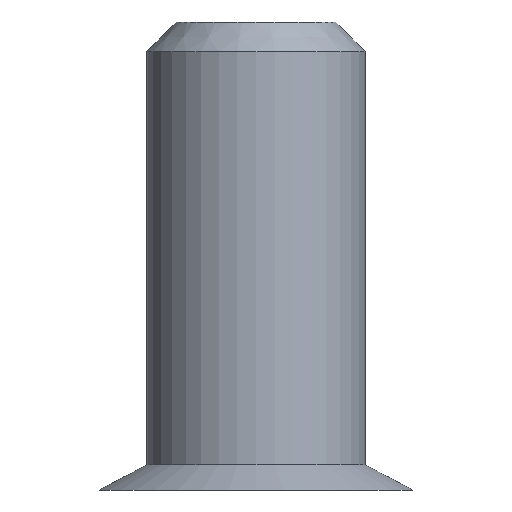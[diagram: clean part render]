
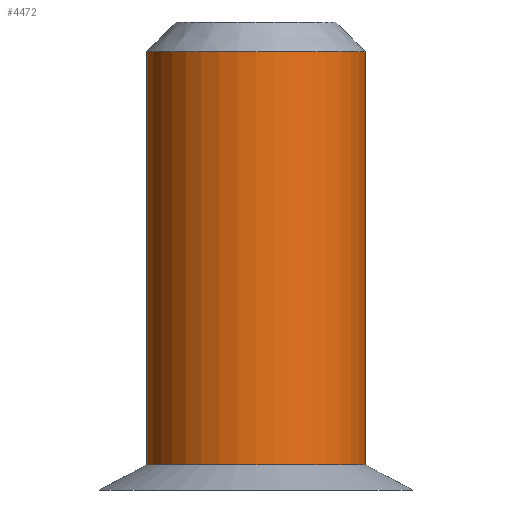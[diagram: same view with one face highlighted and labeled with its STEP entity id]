
A CAD part, front view. The second image highlights one B-rep face of the part: STEP entity #4472.
In plain terms, the highlighted cylindrical face has radius 3.5 mm (diameter 7 mm), a full revolution.
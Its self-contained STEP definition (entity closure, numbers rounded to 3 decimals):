
#154 = DIRECTION ( 'NONE',  ( 1., 0., 0. ) ) ;
#224 = CIRCLE ( 'NONE', #6867, 3.5 ) ;
#265 = ORIENTED_EDGE ( 'NONE', *, *, #7588, .F. ) ;
#734 = DIRECTION ( 'NONE',  ( 1., 0., 0. ) ) ;
#2026 = CARTESIAN_POINT ( 'NONE',  ( 3.5, 0., 0.8 ) ) ;
#2802 = ORIENTED_EDGE ( 'NONE', *, *, #7533, .T. ) ;
#2950 = CYLINDRICAL_SURFACE ( 'NONE', #8188, 3.5 ) ;
#3504 = AXIS2_PLACEMENT_3D ( 'NONE', #5906, #8011, #734 ) ;
#4472 = ADVANCED_FACE ( 'NONE', ( #8363, #6465 ), #2950, .T. ) ;
#4840 = DIRECTION ( 'NONE',  ( 1., 0., 0. ) ) ;
#4867 = EDGE_LOOP ( 'NONE', ( #2802 ) ) ;
#5906 = CARTESIAN_POINT ( 'NONE',  ( 0., 0., 14. ) ) ;
#5936 = EDGE_LOOP ( 'NONE', ( #265 ) ) ;
#6465 = FACE_OUTER_BOUND ( 'NONE', #4867, .T. ) ;
#6585 = VERTEX_POINT ( 'NONE', #2026 ) ;
#6772 = CARTESIAN_POINT ( 'NONE',  ( 0., 0., 15. ) ) ;
#6867 = AXIS2_PLACEMENT_3D ( 'NONE', #7068, #8404, #4840 ) ;
#7068 = CARTESIAN_POINT ( 'NONE',  ( 0., 0., 0.8 ) ) ;
#7161 = VERTEX_POINT ( 'NONE', #7760 ) ;
#7429 = DIRECTION ( 'NONE',  ( 0., 0., 1. ) ) ;
#7533 = EDGE_CURVE ( 'NONE', #6585, #6585, #224, .T. ) ;
#7588 = EDGE_CURVE ( 'NONE', #7161, #7161, #8866, .T. ) ;
#7760 = CARTESIAN_POINT ( 'NONE',  ( 3.5, 0., 14. ) ) ;
#8011 = DIRECTION ( 'NONE',  ( 0., 0., 1. ) ) ;
#8188 = AXIS2_PLACEMENT_3D ( 'NONE', #6772, #7429, #154 ) ;
#8363 = FACE_OUTER_BOUND ( 'NONE', #5936, .T. ) ;
#8404 = DIRECTION ( 'NONE',  ( 0., 0., 1. ) ) ;
#8866 = CIRCLE ( 'NONE', #3504, 3.5 ) ;
